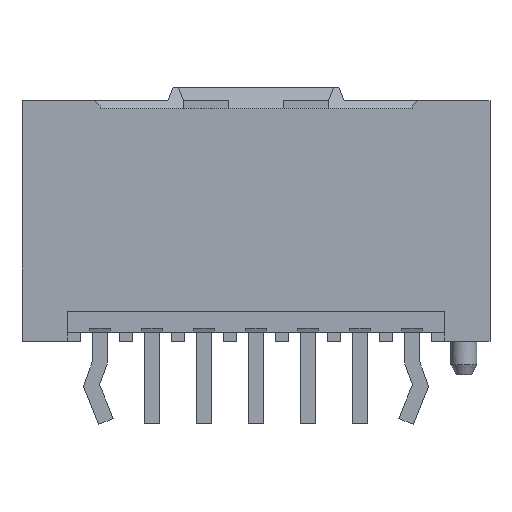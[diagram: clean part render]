
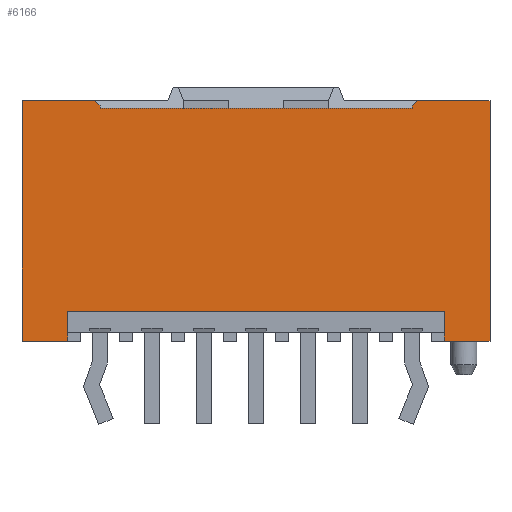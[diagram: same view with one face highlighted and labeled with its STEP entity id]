
A CAD part, front view. The second image highlights one B-rep face of the part: STEP entity #6166.
In plain terms, the highlighted planar face has unit normal (0, -1, 0).
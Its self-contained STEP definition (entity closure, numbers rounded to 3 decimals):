
#3143=CARTESIAN_POINT('',(-9.0,-3.0,0.));
#3144=VERTEX_POINT('',#3143);
#3151=CARTESIAN_POINT('',(-9.0,-3.0,9.25));
#3152=VERTEX_POINT('',#3151);
#3153=CARTESIAN_POINT('',(-9.0,-3.0,9.25));
#3154=DIRECTION('',(0.0,0.0,-1.0));
#3155=VECTOR('',#3154,9.25);
#3156=LINE('',#3153,#3155);
#3157=EDGE_CURVE('',#3152,#3144,#3156,.T.);
#5672=CARTESIAN_POINT('',(-7.25,-3.0,0.));
#5673=VERTEX_POINT('',#5672);
#5682=CARTESIAN_POINT('',(-9.0,-3.0,0.));
#5683=DIRECTION('',(1.0,0.0,0.0));
#5684=VECTOR('',#5683,1.75);
#5685=LINE('',#5682,#5684);
#5686=EDGE_CURVE('',#3144,#5673,#5685,.T.);
#5703=CARTESIAN_POINT('',(9.0,-3.,0.));
#5704=VERTEX_POINT('',#5703);
#5713=CARTESIAN_POINT('',(7.25,-3.,0.));
#5714=VERTEX_POINT('',#5713);
#5715=CARTESIAN_POINT('',(7.25,-3.,0.));
#5716=DIRECTION('',(1.0,0.0,0.0));
#5717=VECTOR('',#5716,1.75);
#5718=LINE('',#5715,#5717);
#5719=EDGE_CURVE('',#5714,#5704,#5718,.T.);
#6028=CARTESIAN_POINT('',(-7.25,-3.0,1.15));
#6029=VERTEX_POINT('',#6028);
#6036=CARTESIAN_POINT('',(-7.25,-3.0,1.15));
#6037=DIRECTION('',(0.0,0.0,-1.0));
#6038=VECTOR('',#6037,1.15);
#6039=LINE('',#6036,#6038);
#6040=EDGE_CURVE('',#6029,#5673,#6039,.T.);
#6079=CARTESIAN_POINT('',(-9.9,-3.0,9.713));
#6080=DIRECTION('',(0.0,-1.0,0.0));
#6081=DIRECTION('',(1.0,0.0,0.0));
#6082=AXIS2_PLACEMENT_3D('',#6079,#6080,#6081);
#6083=PLANE('',#6082);
#6084=CARTESIAN_POINT('',(-6.2,-3.,9.25));
#6085=VERTEX_POINT('',#6084);
#6086=CARTESIAN_POINT('',(-9.0,-3.0,9.25));
#6087=DIRECTION('',(1.0,0.0,0.0));
#6088=VECTOR('',#6087,2.8);
#6089=LINE('',#6086,#6088);
#6090=EDGE_CURVE('',#3152,#6085,#6089,.T.);
#6091=ORIENTED_EDGE('',*,*,#6090,.F.);
#6092=ORIENTED_EDGE('',*,*,#3157,.T.);
#6093=ORIENTED_EDGE('',*,*,#5686,.T.);
#6094=ORIENTED_EDGE('',*,*,#6040,.F.);
#6095=CARTESIAN_POINT('',(7.25,-3.,1.15));
#6096=VERTEX_POINT('',#6095);
#6097=CARTESIAN_POINT('',(-7.25,-3.0,1.15));
#6098=DIRECTION('',(1.0,0.0,0.0));
#6099=VECTOR('',#6098,14.5);
#6100=LINE('',#6097,#6099);
#6101=EDGE_CURVE('',#6029,#6096,#6100,.T.);
#6102=ORIENTED_EDGE('',*,*,#6101,.T.);
#6103=CARTESIAN_POINT('',(7.25,-3.,1.15));
#6104=DIRECTION('',(0.0,0.0,-1.0));
#6105=VECTOR('',#6104,1.15);
#6106=LINE('',#6103,#6105);
#6107=EDGE_CURVE('',#6096,#5714,#6106,.T.);
#6108=ORIENTED_EDGE('',*,*,#6107,.T.);
#6109=ORIENTED_EDGE('',*,*,#5719,.T.);
#6110=CARTESIAN_POINT('',(9.0,-3.,9.25));
#6111=VERTEX_POINT('',#6110);
#6112=CARTESIAN_POINT('',(9.0,-3.,9.25));
#6113=DIRECTION('',(0.0,0.0,-1.0));
#6114=VECTOR('',#6113,9.25);
#6115=LINE('',#6112,#6114);
#6116=EDGE_CURVE('',#6111,#5704,#6115,.T.);
#6117=ORIENTED_EDGE('',*,*,#6116,.F.);
#6118=CARTESIAN_POINT('',(6.2,-3.,9.25));
#6119=VERTEX_POINT('',#6118);
#6120=CARTESIAN_POINT('',(6.2,-3.,9.25));
#6121=DIRECTION('',(1.0,0.0,0.0));
#6122=VECTOR('',#6121,2.8);
#6123=LINE('',#6120,#6122);
#6124=EDGE_CURVE('',#6119,#6111,#6123,.T.);
#6125=ORIENTED_EDGE('',*,*,#6124,.F.);
#6126=CARTESIAN_POINT('',(6.0,-3.,9.05));
#6127=VERTEX_POINT('',#6126);
#6128=CARTESIAN_POINT('',(6.2,-3.,9.25));
#6129=DIRECTION('',(-0.707,0.0,-0.707));
#6130=VECTOR('',#6129,0.283);
#6131=LINE('',#6128,#6130);
#6132=EDGE_CURVE('',#6119,#6127,#6131,.T.);
#6133=ORIENTED_EDGE('',*,*,#6132,.T.);
#6134=CARTESIAN_POINT('',(6.0,-3.,8.95));
#6135=VERTEX_POINT('',#6134);
#6136=CARTESIAN_POINT('',(6.0,-3.,9.05));
#6137=DIRECTION('',(0.0,0.0,-1.0));
#6138=VECTOR('',#6137,0.1);
#6139=LINE('',#6136,#6138);
#6140=EDGE_CURVE('',#6127,#6135,#6139,.T.);
#6141=ORIENTED_EDGE('',*,*,#6140,.T.);
#6142=CARTESIAN_POINT('',(-6.0,-3.,8.95));
#6143=VERTEX_POINT('',#6142);
#6144=CARTESIAN_POINT('',(-6.0,-3.,8.95));
#6145=DIRECTION('',(1.0,0.0,0.0));
#6146=VECTOR('',#6145,12.0);
#6147=LINE('',#6144,#6146);
#6148=EDGE_CURVE('',#6143,#6135,#6147,.T.);
#6149=ORIENTED_EDGE('',*,*,#6148,.F.);
#6150=CARTESIAN_POINT('',(-6.0,-3.,9.05));
#6151=VERTEX_POINT('',#6150);
#6152=CARTESIAN_POINT('',(-6.0,-3.,9.05));
#6153=DIRECTION('',(0.0,0.0,-1.0));
#6154=VECTOR('',#6153,0.1);
#6155=LINE('',#6152,#6154);
#6156=EDGE_CURVE('',#6151,#6143,#6155,.T.);
#6157=ORIENTED_EDGE('',*,*,#6156,.F.);
#6158=CARTESIAN_POINT('',(-6.0,-3.,9.05));
#6159=DIRECTION('',(-0.707,0.0,0.707));
#6160=VECTOR('',#6159,0.283);
#6161=LINE('',#6158,#6160);
#6162=EDGE_CURVE('',#6151,#6085,#6161,.T.);
#6163=ORIENTED_EDGE('',*,*,#6162,.T.);
#6164=EDGE_LOOP('',(#6091,#6092,#6093,#6094,#6102,#6108,#6109,#6117,#6125,#6133,#6141,#6149,#6157,#6163));
#6165=FACE_OUTER_BOUND('',#6164,.T.);
#6166=ADVANCED_FACE('',(#6165),#6083,.T.);
